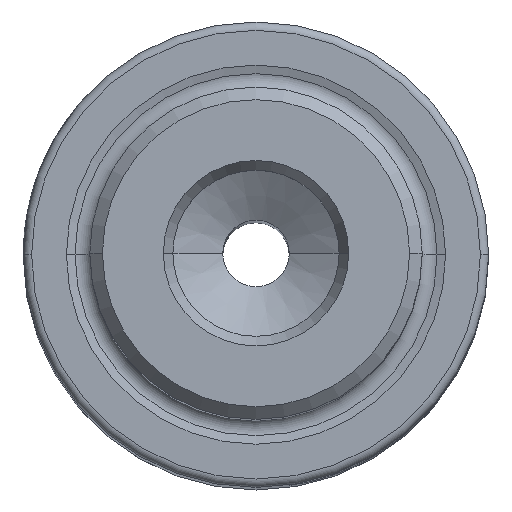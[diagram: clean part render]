
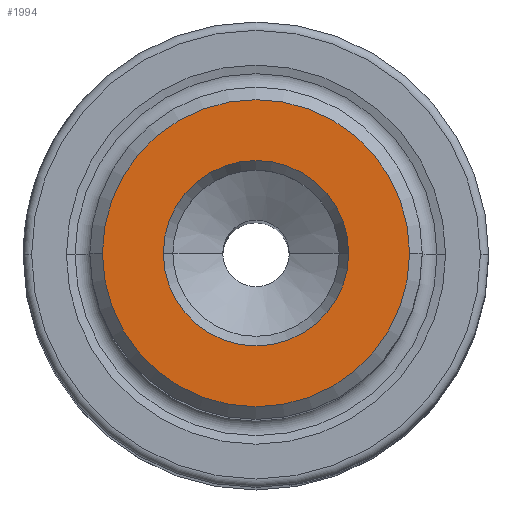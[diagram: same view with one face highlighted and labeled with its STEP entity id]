
A CAD part, top view. The second image highlights one B-rep face of the part: STEP entity #1994.
In plain terms, the highlighted planar face has unit normal (0, 0, 1).
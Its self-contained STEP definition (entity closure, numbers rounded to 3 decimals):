
#520 = EDGE_CURVE ( 'NONE', #16313, #940, #16492, .T. ) ;
#579 = ORIENTED_EDGE ( 'NONE', *, *, #7576, .F. ) ;
#747 = CARTESIAN_POINT ( 'NONE',  ( 0., 0., 50. ) ) ;
#940 = VERTEX_POINT ( 'NONE', #2674 ) ;
#1994 = ADVANCED_FACE ( 'NONE', ( #10346, #18040 ), #5245, .F. ) ;
#2058 = CARTESIAN_POINT ( 'NONE',  ( 0., 0., 50. ) ) ;
#2186 = DIRECTION ( 'NONE',  ( -1., 0., 0. ) ) ;
#2193 = AXIS2_PLACEMENT_3D ( 'NONE', #5244, #15579, #6762 ) ;
#2674 = CARTESIAN_POINT ( 'NONE',  ( -9.24, 0., 50. ) ) ;
#3514 = DIRECTION ( 'NONE',  ( -1., 0., 0. ) ) ;
#4025 = CIRCLE ( 'NONE', #5892, 5.577 ) ;
#4053 = DIRECTION ( 'NONE',  ( 0., 0., 1. ) ) ;
#4860 = ORIENTED_EDGE ( 'NONE', *, *, #520, .F. ) ;
#4924 = EDGE_CURVE ( 'NONE', #5474, #6084, #9530, .T. ) ;
#5244 = CARTESIAN_POINT ( 'NONE',  ( 0., 0., 50. ) ) ;
#5245 = PLANE ( 'NONE',  #17332 ) ;
#5474 = VERTEX_POINT ( 'NONE', #15939 ) ;
#5892 = AXIS2_PLACEMENT_3D ( 'NONE', #12925, #4053, #14398 ) ;
#6084 = VERTEX_POINT ( 'NONE', #6983 ) ;
#6295 = EDGE_LOOP ( 'NONE', ( #6488, #15245 ) ) ;
#6488 = ORIENTED_EDGE ( 'NONE', *, *, #13200, .F. ) ;
#6762 = DIRECTION ( 'NONE',  ( 1., 0., 0. ) ) ;
#6983 = CARTESIAN_POINT ( 'NONE',  ( 5.577, 0., 50. ) ) ;
#7084 = CARTESIAN_POINT ( 'NONE',  ( 9.24, 0., 50. ) ) ;
#7576 = EDGE_CURVE ( 'NONE', #940, #16313, #10783, .T. ) ;
#9083 = AXIS2_PLACEMENT_3D ( 'NONE', #16746, #17230, #17955 ) ;
#9530 = CIRCLE ( 'NONE', #2193, 5.577 ) ;
#10346 = FACE_BOUND ( 'NONE', #6295, .T. ) ;
#10783 = CIRCLE ( 'NONE', #18345, 9.24 ) ;
#11033 = DIRECTION ( 'NONE',  ( 0., 0., -1. ) ) ;
#12401 = DIRECTION ( 'NONE',  ( 0., 0., -1. ) ) ;
#12925 = CARTESIAN_POINT ( 'NONE',  ( 0., 0., 50. ) ) ;
#13200 = EDGE_CURVE ( 'NONE', #6084, #5474, #4025, .T. ) ;
#14398 = DIRECTION ( 'NONE',  ( 1., 0., 0. ) ) ;
#14485 = EDGE_LOOP ( 'NONE', ( #579, #4860 ) ) ;
#15245 = ORIENTED_EDGE ( 'NONE', *, *, #4924, .F. ) ;
#15579 = DIRECTION ( 'NONE',  ( 0., 0., 1. ) ) ;
#15939 = CARTESIAN_POINT ( 'NONE',  ( -5.577, 0., 50. ) ) ;
#16313 = VERTEX_POINT ( 'NONE', #7084 ) ;
#16492 = CIRCLE ( 'NONE', #9083, 9.24 ) ;
#16746 = CARTESIAN_POINT ( 'NONE',  ( 0., 0., 50. ) ) ;
#17230 = DIRECTION ( 'NONE',  ( 0., 0., -1. ) ) ;
#17332 = AXIS2_PLACEMENT_3D ( 'NONE', #747, #11033, #2186 ) ;
#17955 = DIRECTION ( 'NONE',  ( -1., 0., 0. ) ) ;
#18040 = FACE_OUTER_BOUND ( 'NONE', #14485, .T. ) ;
#18345 = AXIS2_PLACEMENT_3D ( 'NONE', #2058, #12401, #3514 ) ;
